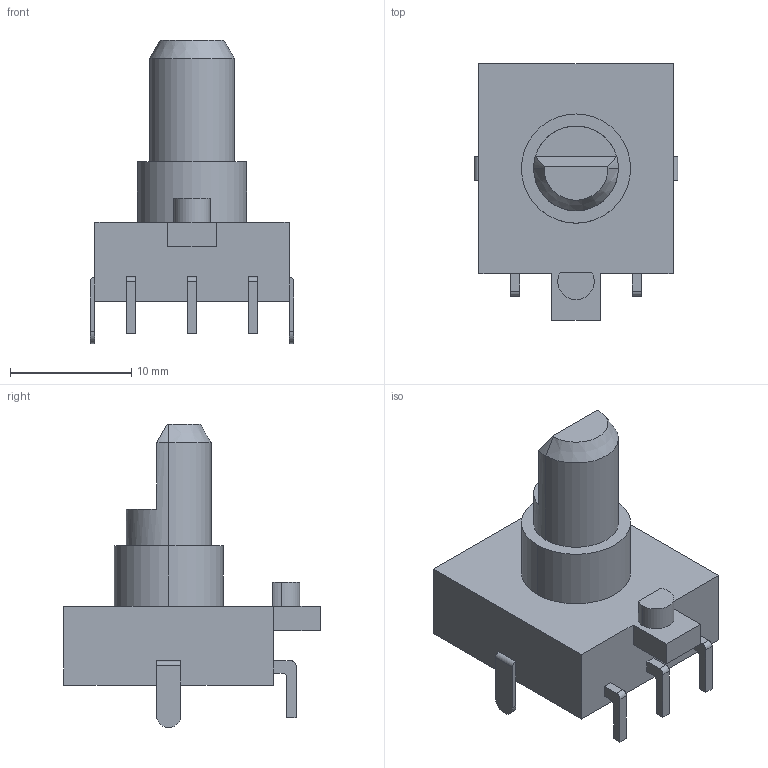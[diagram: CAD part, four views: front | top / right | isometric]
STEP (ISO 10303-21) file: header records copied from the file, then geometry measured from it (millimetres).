
FILE_DESCRIPTION (( 'STEP AP214' ), '1' );
FILE_NAME ('PEC16-4X15F-NXXXX.STEP', '2018-11-09T18:14:46', ( '' ), ( '' ), 'SwSTEP 2.0', 'SolidWorks 2017', '' );
FILE_SCHEMA (( 'AUTOMOTIVE_DESIGN' ));
Length unit declared in the file: millimetre
Products named in the file (1): PEC16-4X15F-NXXXX
Bounding box: 16.8 x 21.15 x 25 mm (x, y, z)
Volume: 2465.1 mm3; surface area: 1469.6 mm2
Topology: 1 solids, 1 shells, 68 faces, 172 edges, 112 vertices
Faces by surface type: plane 46, cylinder 19, cone 3
Entity records: 2621 total; most frequent: CARTESIAN_POINT 359, DIRECTION 351, ORIENTED_EDGE 344, EDGE_CURVE 172, LINE 127, VECTOR 127, VERTEX_POINT 112, AXIS2_PLACEMENT_3D 112
